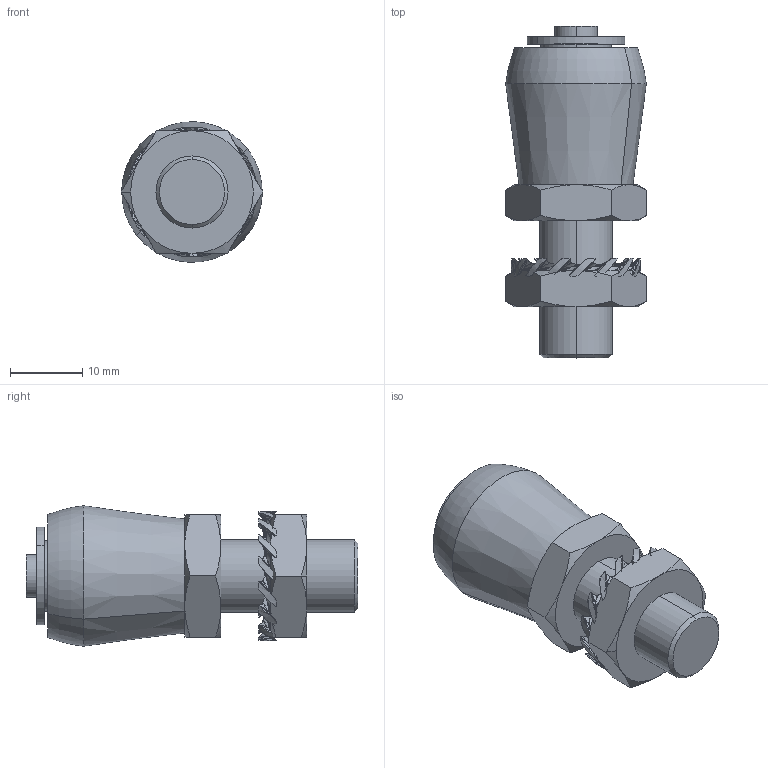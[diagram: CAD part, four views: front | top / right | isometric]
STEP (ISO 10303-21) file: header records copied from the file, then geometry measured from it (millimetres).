
FILE_DESCRIPTION (( 'STEP AP203' ), '1' );
FILE_NAME ('1.33.N49.STEP', '2019-06-03T10:40:02', ( '' ), ( '' ), 'SwSTEP 2.0', 'SolidWorks 2018', '' );
FILE_SCHEMA (( 'CONFIG_CONTROL_DESIGN' ));
Length unit declared in the file: millimetre
Products named in the file (1): 1.33.N49
Bounding box: 19.63 x 46 x 19.49 mm (x, y, z)
Volume: 8673.3 mm3; surface area: 5463.6 mm2
Topology: 5 solids, 5 shells, 1026 faces, 3019 edges, 2005 vertices
Faces by surface type: cylinder 929, plane 57, cone 20, bspline 18, torus 2
Entity records: 38350 total; most frequent: CARTESIAN_POINT 16322, ORIENTED_EDGE 6034, EDGE_CURVE 3017, B_SPLINE_CURVE_WITH_KNOTS 2585, DIRECTION 2523, VERTEX_POINT 2005, AXIS2_PLACEMENT_3D 1186, EDGE_LOOP 1038
